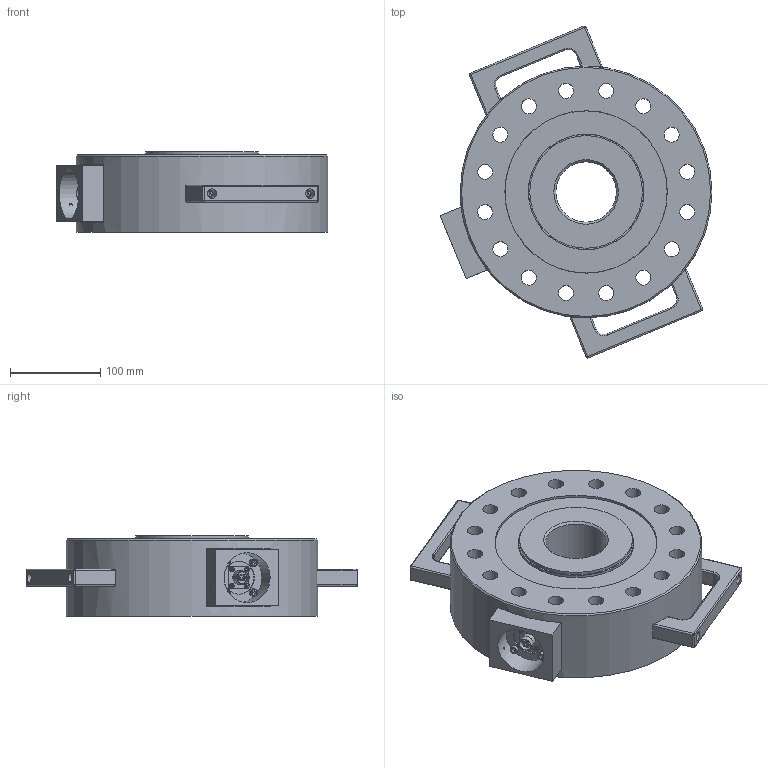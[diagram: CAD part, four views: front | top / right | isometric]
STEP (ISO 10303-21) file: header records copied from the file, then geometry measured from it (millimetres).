
FILE_DESCRIPTION((''),'2;1');
FILE_NAME('LCF650.stp','2010-11-04T11:40:45',('thomasl'),(''),'Autodesk Inventor 2008','Autodesk Inventor 2008','');
FILE_SCHEMA(('AUTOMOTIVE_DESIGN { 1 0 10303 214 1 1 1 1 }'));
Length unit declared in the file: inch
Products named in the file (2): LCF650; ~~PART1
Assembly tree (1 placements, depth 2):
  LCF650
    ~~PART1
Bounding box: 301.79 x 368.35 x 88.9 mm (x, y, z)
Volume: 4739313.9 mm3; surface area: 336332.7 mm2
Topology: 1 solids, 23 shells, 411 faces, 931 edges, 610 vertices
Faces by surface type: plane 188, cylinder 149, cone 40, bspline 18, sphere 8, torus 8
Full cylindrical faces by diameter (mm): 1.524 x6, 1.778 x6, 2.385 x4, 2.845 x4, 3.302 x4, 3.531 x1, 4.166 x4, 4.648 x4, 4.75 x1, 4.826 x8, 5.207 x4, 5.588 x4, 6.35 x8, 7.163 x4, 7.925 x4, 9.525 x4, 10.414 x4, 13.97 x1, 14.554 x1, 14.986 x1, 15.875 x1, 16.662 x16, 36.83 x1, 55.321 x1, 67.056 x1, 124.968 x1, 128.016 x2, 128.27 x2, 179.908 x2, 180.162 x2
Entity records: 11846 total; most frequent: CARTESIAN_POINT 3624, DIRECTION 1702, ORIENTED_EDGE 1390, AXIS2_PLACEMENT_3D 715, EDGE_CURVE 695, EDGE_LOOP 686, VERTEX_POINT 545, FACE_OUTER_BOUND 411
